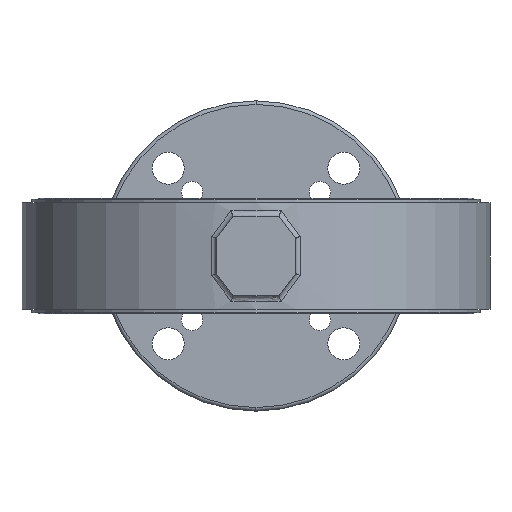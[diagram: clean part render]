
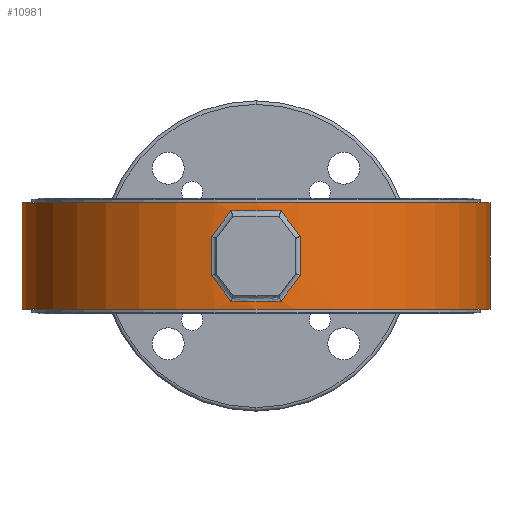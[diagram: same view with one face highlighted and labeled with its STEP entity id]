
A CAD part, front view. The second image highlights one B-rep face of the part: STEP entity #10981.
In plain terms, the highlighted cylindrical face has radius 132 mm (diameter 264 mm), a partial arc.
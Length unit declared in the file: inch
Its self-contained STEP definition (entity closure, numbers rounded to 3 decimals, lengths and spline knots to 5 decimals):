
#261 = CARTESIAN_POINT ( 'NONE',  ( 3.05819, 1.07025, 9.43576 ) ) ;
#302 = LINE ( 'NONE', #8555, #1262 ) ;
#344 = DIRECTION ( 'NONE',  ( 0., 0., 1. ) ) ;
#488 = ORIENTED_EDGE ( 'NONE', *, *, #13108, .T. ) ;
#761 = CARTESIAN_POINT ( 'NONE',  ( 2.07657, 6.17355, 10.18337 ) ) ;
#847 = VERTEX_POINT ( 'NONE', #2213 ) ;
#929 = EDGE_CURVE ( 'NONE', #5257, #3789, #13311, .T. ) ;
#1005 = VECTOR ( 'NONE', #11967, 39.37008 ) ;
#1262 = VECTOR ( 'NONE', #8627, 39.37008 ) ;
#1405 = ORIENTED_EDGE ( 'NONE', *, *, #9048, .T. ) ;
#1638 = CIRCLE ( 'NONE', #7154, 5.19685 ) ;
#1704 = AXIS2_PLACEMENT_3D ( 'NONE', #10683, #4269, #8479 ) ;
#1745 = ORIENTED_EDGE ( 'NONE', *, *, #9202, .T. ) ;
#1871 = ORIENTED_EDGE ( 'NONE', *, *, #7908, .T. ) ;
#1872 = VERTEX_POINT ( 'NONE', #8233 ) ;
#1885 = DIRECTION ( 'NONE',  ( 0., 0., -1. ) ) ;
#1926 = DIRECTION ( 'NONE',  ( 1., 0., 0. ) ) ;
#2213 = CARTESIAN_POINT ( 'NONE',  ( 3.05819, 1.07025, 8.56878 ) ) ;
#2244 = CARTESIAN_POINT ( 'NONE',  ( 3.05819, 1.07025, 9.43576 ) ) ;
#2311 = CARTESIAN_POINT ( 'NONE',  ( 1.09494, 1.07025, 9.43576 ) ) ;
#2644 = CARTESIAN_POINT ( 'NONE',  ( -3.12028, 6.17355, 10.18337 ) ) ;
#2666 = CARTESIAN_POINT ( 'NONE',  ( 1.09494, 1.07025, 10.18337 ) ) ;
#2733 = CARTESIAN_POINT ( 'NONE',  ( 1.22241, 1.04573, 9.6073 ) ) ;
#3018 = CARTESIAN_POINT ( 'NONE',  ( 2.63429, 1.00671, 7.99833 ) ) ;
#3019 = CARTESIAN_POINT ( 'NONE',  ( 1.51885, 1.00671, 10.00621 ) ) ;
#3087 = B_SPLINE_CURVE_WITH_KNOTS ( 'NONE', 3,
 ( #12162, #2733, #7185, #3019 ),
 .UNSPECIFIED., .F., .F.,
 ( 4, 4 ),
 ( 0., 1. ),
 .UNSPECIFIED. ) ;
#3231 = CARTESIAN_POINT ( 'NONE',  ( 2.63429, 1.00671, 10.00621 ) ) ;
#3362 = CARTESIAN_POINT ( 'NONE',  ( 7.27342, 6.17355, 10.18337 ) ) ;
#3447 = DIRECTION ( 'NONE',  ( 1., 0., 0. ) ) ;
#3667 = B_SPLINE_CURVE_WITH_KNOTS ( 'NONE', 3,
 ( #7656, #4418, #9587, #11870 ),
 .UNSPECIFIED., .F., .F.,
 ( 4, 4 ),
 ( 0., 1. ),
 .UNSPECIFIED. ) ;
#3689 = ORIENTED_EDGE ( 'NONE', *, *, #929, .T. ) ;
#3746 = EDGE_CURVE ( 'NONE', #11091, #1872, #9529, .T. ) ;
#3789 = VERTEX_POINT ( 'NONE', #3231 ) ;
#4158 = CARTESIAN_POINT ( 'NONE',  ( 7.27342, 6.17355, 10.18337 ) ) ;
#4169 = VERTEX_POINT ( 'NONE', #11602 ) ;
#4242 = AXIS2_PLACEMENT_3D ( 'NONE', #11716, #344, #8801 ) ;
#4269 = DIRECTION ( 'NONE',  ( 0., 0., -1. ) ) ;
#4395 = ORIENTED_EDGE ( 'NONE', *, *, #10588, .T. ) ;
#4418 = CARTESIAN_POINT ( 'NONE',  ( 1.36371, 1.02346, 8.20709 ) ) ;
#4451 = AXIS2_PLACEMENT_3D ( 'NONE', #4985, #1885, #8218 ) ;
#4702 = EDGE_CURVE ( 'NONE', #12351, #1872, #12797, .T. ) ;
#4828 = EDGE_CURVE ( 'NONE', #9610, #12351, #1638, .T. ) ;
#4862 = ORIENTED_EDGE ( 'NONE', *, *, #4702, .F. ) ;
#4985 = CARTESIAN_POINT ( 'NONE',  ( 2.07657, 6.17355, 10.18337 ) ) ;
#5076 = ORIENTED_EDGE ( 'NONE', *, *, #3746, .T. ) ;
#5213 = EDGE_CURVE ( 'NONE', #5642, #4169, #3667, .T. ) ;
#5257 = VERTEX_POINT ( 'NONE', #12777 ) ;
#5534 = ORIENTED_EDGE ( 'NONE', *, *, #4828, .F. ) ;
#5642 = VERTEX_POINT ( 'NONE', #10140 ) ;
#5759 = LINE ( 'NONE', #2666, #1005 ) ;
#6169 = ORIENTED_EDGE ( 'NONE', *, *, #11443, .T. ) ;
#6806 = CARTESIAN_POINT ( 'NONE',  ( 2.07657, 6.17355, 10.00621 ) ) ;
#7102 = FACE_BOUND ( 'NONE', #7452, .T. ) ;
#7154 = AXIS2_PLACEMENT_3D ( 'NONE', #761, #13373, #1926 ) ;
#7185 = CARTESIAN_POINT ( 'NONE',  ( 1.36371, 1.02346, 9.79745 ) ) ;
#7230 = EDGE_LOOP ( 'NONE', ( #4862, #5534, #1405, #5076 ) ) ;
#7452 = EDGE_LOOP ( 'NONE', ( #488, #6169, #3689, #4395, #1871, #7928, #1745, #7483 ) ) ;
#7483 = ORIENTED_EDGE ( 'NONE', *, *, #5213, .T. ) ;
#7656 = CARTESIAN_POINT ( 'NONE',  ( 1.51885, 1.00671, 7.99833 ) ) ;
#7812 = VERTEX_POINT ( 'NONE', #10957 ) ;
#7866 = CIRCLE ( 'NONE', #1704, 5.19685 ) ;
#7908 = EDGE_CURVE ( 'NONE', #13102, #847, #12268, .T. ) ;
#7928 = ORIENTED_EDGE ( 'NONE', *, *, #8985, .T. ) ;
#8218 = DIRECTION ( 'NONE',  ( -1., 0., 0. ) ) ;
#8233 = CARTESIAN_POINT ( 'NONE',  ( 7.27342, 6.17355, 7.82117 ) ) ;
#8479 = DIRECTION ( 'NONE',  ( -1., 0., 0. ) ) ;
#8497 = CARTESIAN_POINT ( 'NONE',  ( 2.78942, 1.02346, 9.79745 ) ) ;
#8555 = CARTESIAN_POINT ( 'NONE',  ( -3.12028, 6.17355, 10.18337 ) ) ;
#8627 = DIRECTION ( 'NONE',  ( 0., 0., -1. ) ) ;
#8801 = DIRECTION ( 'NONE',  ( 1., 0., 0. ) ) ;
#8985 = EDGE_CURVE ( 'NONE', #847, #7812, #10066, .T. ) ;
#9048 = EDGE_CURVE ( 'NONE', #9610, #11091, #302, .T. ) ;
#9202 = EDGE_CURVE ( 'NONE', #7812, #5642, #7866, .T. ) ;
#9284 = CARTESIAN_POINT ( 'NONE',  ( 3.05819, 1.07025, 10.18337 ) ) ;
#9529 = CIRCLE ( 'NONE', #4242, 5.19685 ) ;
#9531 = CARTESIAN_POINT ( 'NONE',  ( 2.63429, 1.00671, 10.00621 ) ) ;
#9587 = CARTESIAN_POINT ( 'NONE',  ( 1.22241, 1.04573, 8.39724 ) ) ;
#9610 = VERTEX_POINT ( 'NONE', #2644 ) ;
#10066 = B_SPLINE_CURVE_WITH_KNOTS ( 'NONE', 3,
 ( #12445, #11068, #13417, #3018 ),
 .UNSPECIFIED., .F., .F.,
 ( 4, 4 ),
 ( 0., 1. ),
 .UNSPECIFIED. ) ;
#10140 = CARTESIAN_POINT ( 'NONE',  ( 1.51885, 1.00671, 7.99833 ) ) ;
#10362 = CARTESIAN_POINT ( 'NONE',  ( -3.12028, 6.17355, 7.82117 ) ) ;
#10588 = EDGE_CURVE ( 'NONE', #3789, #13102, #11222, .T. ) ;
#10640 = DIRECTION ( 'NONE',  ( 0., 0., -1. ) ) ;
#10683 = CARTESIAN_POINT ( 'NONE',  ( 2.07657, 6.17355, 7.99833 ) ) ;
#10864 = AXIS2_PLACEMENT_3D ( 'NONE', #6806, #11003, #3447 ) ;
#10957 = CARTESIAN_POINT ( 'NONE',  ( 2.63429, 1.00671, 7.99833 ) ) ;
#10981 = ADVANCED_FACE ( 'NONE', ( #11117, #7102 ), #11249, .T. ) ;
#11003 = DIRECTION ( 'NONE',  ( 0., 0., 1. ) ) ;
#11068 = CARTESIAN_POINT ( 'NONE',  ( 2.93072, 1.04573, 8.39724 ) ) ;
#11091 = VERTEX_POINT ( 'NONE', #10362 ) ;
#11117 = FACE_OUTER_BOUND ( 'NONE', #7230, .T. ) ;
#11222 = B_SPLINE_CURVE_WITH_KNOTS ( 'NONE', 3,
 ( #9531, #8497, #11753, #2244 ),
 .UNSPECIFIED., .F., .F.,
 ( 4, 4 ),
 ( 0., 1. ),
 .UNSPECIFIED. ) ;
#11227 = DIRECTION ( 'NONE',  ( 0., 0., -1. ) ) ;
#11249 = CYLINDRICAL_SURFACE ( 'NONE', #4451, 5.19685 ) ;
#11443 = EDGE_CURVE ( 'NONE', #11601, #5257, #3087, .T. ) ;
#11601 = VERTEX_POINT ( 'NONE', #2311 ) ;
#11602 = CARTESIAN_POINT ( 'NONE',  ( 1.09494, 1.07025, 8.56878 ) ) ;
#11716 = CARTESIAN_POINT ( 'NONE',  ( 2.07657, 6.17355, 7.82117 ) ) ;
#11753 = CARTESIAN_POINT ( 'NONE',  ( 2.93072, 1.04573, 9.6073 ) ) ;
#11870 = CARTESIAN_POINT ( 'NONE',  ( 1.09494, 1.07025, 8.56878 ) ) ;
#11967 = DIRECTION ( 'NONE',  ( 0., 0., 1. ) ) ;
#12063 = VECTOR ( 'NONE', #11227, 39.37008 ) ;
#12162 = CARTESIAN_POINT ( 'NONE',  ( 1.09494, 1.07025, 9.43576 ) ) ;
#12268 = LINE ( 'NONE', #9284, #12063 ) ;
#12351 = VERTEX_POINT ( 'NONE', #3362 ) ;
#12445 = CARTESIAN_POINT ( 'NONE',  ( 3.05819, 1.07025, 8.56878 ) ) ;
#12777 = CARTESIAN_POINT ( 'NONE',  ( 1.51885, 1.00671, 10.00621 ) ) ;
#12797 = LINE ( 'NONE', #4158, #13132 ) ;
#13102 = VERTEX_POINT ( 'NONE', #261 ) ;
#13108 = EDGE_CURVE ( 'NONE', #4169, #11601, #5759, .T. ) ;
#13132 = VECTOR ( 'NONE', #10640, 39.37008 ) ;
#13311 = CIRCLE ( 'NONE', #10864, 5.19685 ) ;
#13373 = DIRECTION ( 'NONE',  ( 0., 0., 1. ) ) ;
#13417 = CARTESIAN_POINT ( 'NONE',  ( 2.78942, 1.02346, 8.20709 ) ) ;
